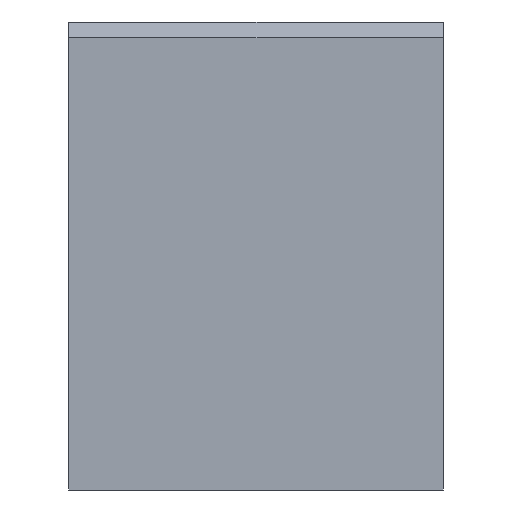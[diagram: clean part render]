
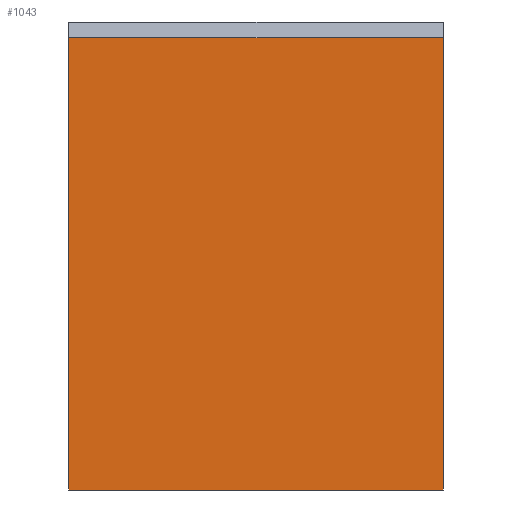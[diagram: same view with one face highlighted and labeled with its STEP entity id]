
A CAD part, left-side view. The second image highlights one B-rep face of the part: STEP entity #1043.
In plain terms, the highlighted planar face has unit normal (-1, 0, 0).
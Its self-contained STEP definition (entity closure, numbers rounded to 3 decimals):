
#69 = VECTOR ( 'NONE', #1207, 1000. ) ;
#76 = CARTESIAN_POINT ( 'NONE',  ( -20., 20., 48.34 ) ) ;
#394 = VERTEX_POINT ( 'NONE', #76 ) ;
#472 = CARTESIAN_POINT ( 'NONE',  ( -20., 20., 48.34 ) ) ;
#652 = CARTESIAN_POINT ( 'NONE',  ( -20., 20., 48.34 ) ) ;
#762 = PLANE ( 'NONE',  #1347 ) ;
#1043 = ADVANCED_FACE ( 'NONE', ( #4161 ), #762, .T. ) ;
#1207 = DIRECTION ( 'NONE',  ( 0., -1., 0. ) ) ;
#1347 = AXIS2_PLACEMENT_3D ( 'NONE', #1924, #2247, #2701 ) ;
#1492 = EDGE_CURVE ( 'NONE', #394, #2216, #4665, .T. ) ;
#1512 = LINE ( 'NONE', #2215, #3129 ) ;
#1924 = CARTESIAN_POINT ( 'NONE',  ( -20., 20., 48.34 ) ) ;
#1958 = ORIENTED_EDGE ( 'NONE', *, *, #1963, .F. ) ;
#1963 = EDGE_CURVE ( 'NONE', #2216, #2063, #1512, .T. ) ;
#2063 = VERTEX_POINT ( 'NONE', #2771 ) ;
#2081 = EDGE_LOOP ( 'NONE', ( #3162, #4187, #4907, #1958 ) ) ;
#2116 = EDGE_CURVE ( 'NONE', #2354, #2063, #3961, .T. ) ;
#2138 = EDGE_CURVE ( 'NONE', #394, #2354, #4483, .T. ) ;
#2165 = DIRECTION ( 'NONE',  ( 0., -1., 0. ) ) ;
#2215 = CARTESIAN_POINT ( 'NONE',  ( -20., -20., 48.34 ) ) ;
#2216 = VERTEX_POINT ( 'NONE', #4796 ) ;
#2247 = DIRECTION ( 'NONE',  ( -1., 0., 0. ) ) ;
#2354 = VERTEX_POINT ( 'NONE', #2972 ) ;
#2481 = VECTOR ( 'NONE', #3729, 1000. ) ;
#2701 = DIRECTION ( 'NONE',  ( 0., 0., 1. ) ) ;
#2771 = CARTESIAN_POINT ( 'NONE',  ( -20., -20., 0. ) ) ;
#2972 = CARTESIAN_POINT ( 'NONE',  ( -20., 20., 0. ) ) ;
#2999 = DIRECTION ( 'NONE',  ( 0., 0., -1. ) ) ;
#3129 = VECTOR ( 'NONE', #2999, 1000. ) ;
#3162 = ORIENTED_EDGE ( 'NONE', *, *, #1492, .F. ) ;
#3272 = CARTESIAN_POINT ( 'NONE',  ( -20., 20., 0. ) ) ;
#3729 = DIRECTION ( 'NONE',  ( 0., 0., -1. ) ) ;
#3961 = LINE ( 'NONE', #3272, #4669 ) ;
#4161 = FACE_OUTER_BOUND ( 'NONE', #2081, .T. ) ;
#4187 = ORIENTED_EDGE ( 'NONE', *, *, #2138, .T. ) ;
#4483 = LINE ( 'NONE', #652, #2481 ) ;
#4665 = LINE ( 'NONE', #472, #69 ) ;
#4669 = VECTOR ( 'NONE', #2165, 1000. ) ;
#4796 = CARTESIAN_POINT ( 'NONE',  ( -20., -20., 48.34 ) ) ;
#4907 = ORIENTED_EDGE ( 'NONE', *, *, #2116, .T. ) ;
